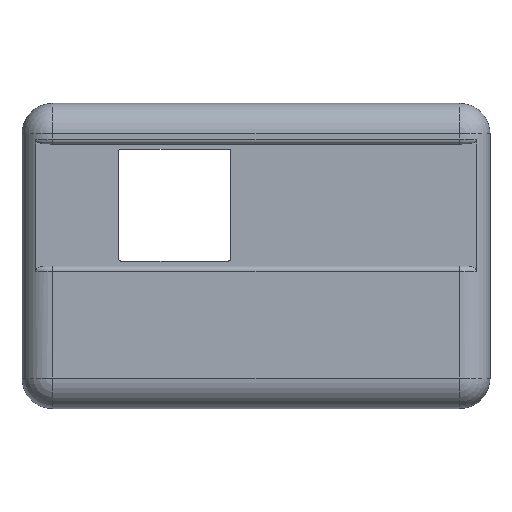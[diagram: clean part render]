
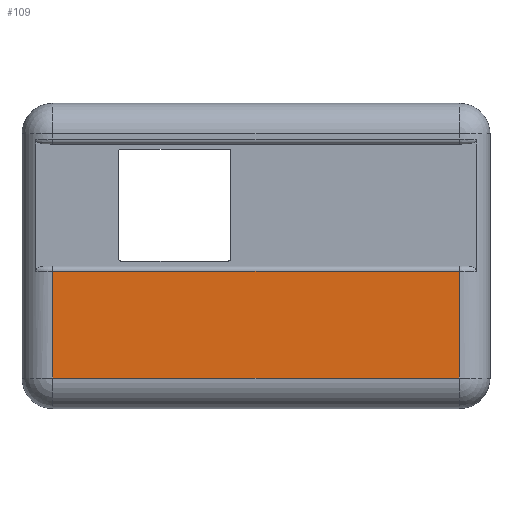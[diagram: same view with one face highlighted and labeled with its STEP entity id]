
A CAD part, top view. The second image highlights one B-rep face of the part: STEP entity #109.
In plain terms, the highlighted planar face has unit normal (0, 0, 1).
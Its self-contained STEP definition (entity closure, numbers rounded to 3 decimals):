
#21 = EDGE_CURVE('',#22,#24,#26,.T.);
#22 = VERTEX_POINT('',#23);
#23 = CARTESIAN_POINT('',(-20.,-1.49,8.4));
#24 = VERTEX_POINT('',#25);
#25 = CARTESIAN_POINT('',(-20.,-12.,8.4));
#26 = LINE('',#27,#28);
#27 = CARTESIAN_POINT('',(-20.,15.,8.4));
#28 = VECTOR('',#29,1.);
#29 = DIRECTION('',(0.,-1.,0.));
#109 = ADVANCED_FACE('',(#110),#135,.F.);
#110 = FACE_BOUND('',#111,.F.);
#111 = EDGE_LOOP('',(#112,#113,#121,#129));
#112 = ORIENTED_EDGE('',*,*,#21,.F.);
#113 = ORIENTED_EDGE('',*,*,#114,.T.);
#114 = EDGE_CURVE('',#22,#115,#117,.T.);
#115 = VERTEX_POINT('',#116);
#116 = CARTESIAN_POINT('',(20.,-1.49,8.4));
#117 = LINE('',#118,#119);
#118 = CARTESIAN_POINT('',(-20.,-1.49,8.4));
#119 = VECTOR('',#120,1.);
#120 = DIRECTION('',(1.,0.,0.));
#121 = ORIENTED_EDGE('',*,*,#122,.T.);
#122 = EDGE_CURVE('',#115,#123,#125,.T.);
#123 = VERTEX_POINT('',#124);
#124 = CARTESIAN_POINT('',(20.,-12.,8.4));
#125 = LINE('',#126,#127);
#126 = CARTESIAN_POINT('',(20.,15.,8.4));
#127 = VECTOR('',#128,1.);
#128 = DIRECTION('',(0.,-1.,0.));
#129 = ORIENTED_EDGE('',*,*,#130,.F.);
#130 = EDGE_CURVE('',#24,#123,#131,.T.);
#131 = LINE('',#132,#133);
#132 = CARTESIAN_POINT('',(-23.,-12.,8.4));
#133 = VECTOR('',#134,1.);
#134 = DIRECTION('',(1.,0.,0.));
#135 = PLANE('',#136);
#136 = AXIS2_PLACEMENT_3D('',#137,#138,#139);
#137 = CARTESIAN_POINT('',(-23.,15.,8.4));
#138 = DIRECTION('',(0.,0.,-1.));
#139 = DIRECTION('',(1.,0.,0.));
